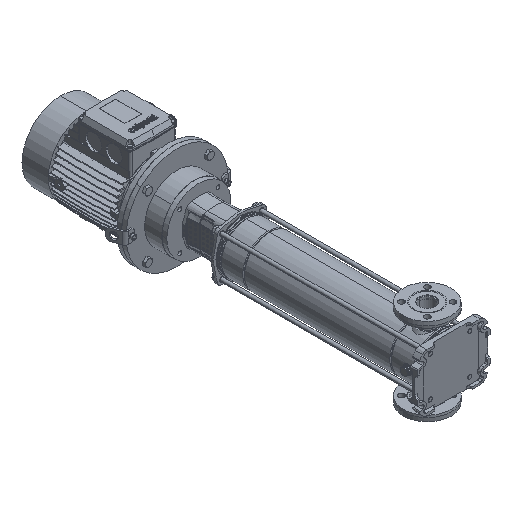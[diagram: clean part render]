
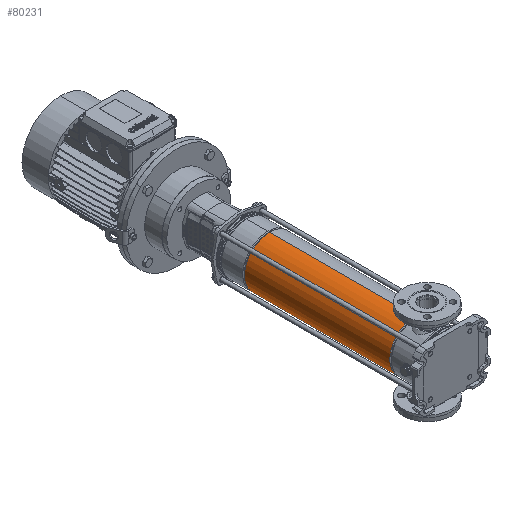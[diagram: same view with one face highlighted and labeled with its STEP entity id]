
A CAD part, isometric view. The second image highlights one B-rep face of the part: STEP entity #80231.
In plain terms, the highlighted cylindrical face has radius 85.9 mm (diameter 171.8 mm), a partial arc.
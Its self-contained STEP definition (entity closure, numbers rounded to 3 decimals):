
#4368 = VECTOR ( 'NONE', #9454, 1000. ) ;
#9454 = DIRECTION ( 'NONE',  ( 0., 0., -1. ) ) ;
#26075 = VERTEX_POINT ( 'NONE', #83659 ) ;
#27422 = DIRECTION ( 'NONE',  ( -1., 0., 0. ) ) ;
#33314 = DIRECTION ( 'NONE',  ( 0., 0., -1. ) ) ;
#33637 = EDGE_CURVE ( 'NONE', #52216, #41787, #75972, .T. ) ;
#33749 = DIRECTION ( 'NONE',  ( -1., 0., 0. ) ) ;
#34291 = CIRCLE ( 'NONE', #53024, 85.9 ) ;
#38056 = ORIENTED_EDGE ( 'NONE', *, *, #73018, .F. ) ;
#38582 = DIRECTION ( 'NONE',  ( -1., 0., 0. ) ) ;
#38896 = DIRECTION ( 'NONE',  ( 0., 0., -1. ) ) ;
#41787 = VERTEX_POINT ( 'NONE', #78388 ) ;
#42028 = CYLINDRICAL_SURFACE ( 'NONE', #92390, 85.9 ) ;
#46967 = LINE ( 'NONE', #63901, #4368 ) ;
#47174 = EDGE_CURVE ( 'NONE', #26075, #52216, #34291, .T. ) ;
#47855 = DIRECTION ( 'NONE',  ( 0., 0., -1. ) ) ;
#52216 = VERTEX_POINT ( 'NONE', #84181 ) ;
#53024 = AXIS2_PLACEMENT_3D ( 'NONE', #66923, #74698, #38582 ) ;
#56215 = CARTESIAN_POINT ( 'NONE',  ( 0., 0., 0. ) ) ;
#57377 = ORIENTED_EDGE ( 'NONE', *, *, #47174, .T. ) ;
#63901 = CARTESIAN_POINT ( 'NONE',  ( 85.9, 0., 0. ) ) ;
#66923 = CARTESIAN_POINT ( 'NONE',  ( 0., 0., 591.603 ) ) ;
#69871 = FACE_OUTER_BOUND ( 'NONE', #81627, .T. ) ;
#70116 = CARTESIAN_POINT ( 'NONE',  ( -85.9, 0., 0. ) ) ;
#72022 = CIRCLE ( 'NONE', #92228, 85.9 ) ;
#73018 = EDGE_CURVE ( 'NONE', #26075, #92656, #46967, .T. ) ;
#74698 = DIRECTION ( 'NONE',  ( 0., 0., -1. ) ) ;
#75972 = LINE ( 'NONE', #70116, #91857 ) ;
#76017 = ORIENTED_EDGE ( 'NONE', *, *, #33637, .T. ) ;
#78388 = CARTESIAN_POINT ( 'NONE',  ( -85.9, 0., 93.897 ) ) ;
#80231 = ADVANCED_FACE ( 'NONE', ( #69871 ), #42028, .T. ) ;
#81627 = EDGE_LOOP ( 'NONE', ( #38056, #57377, #76017, #88690 ) ) ;
#81660 = CARTESIAN_POINT ( 'NONE',  ( 85.9, 0., 93.897 ) ) ;
#83659 = CARTESIAN_POINT ( 'NONE',  ( 85.9, 0., 591.603 ) ) ;
#84181 = CARTESIAN_POINT ( 'NONE',  ( -85.9, 0., 591.603 ) ) ;
#85450 = CARTESIAN_POINT ( 'NONE',  ( 0., 0., 93.897 ) ) ;
#88541 = EDGE_CURVE ( 'NONE', #92656, #41787, #72022, .T. ) ;
#88690 = ORIENTED_EDGE ( 'NONE', *, *, #88541, .F. ) ;
#91857 = VECTOR ( 'NONE', #38896, 1000. ) ;
#92228 = AXIS2_PLACEMENT_3D ( 'NONE', #85450, #47855, #33749 ) ;
#92390 = AXIS2_PLACEMENT_3D ( 'NONE', #56215, #33314, #27422 ) ;
#92656 = VERTEX_POINT ( 'NONE', #81660 ) ;
